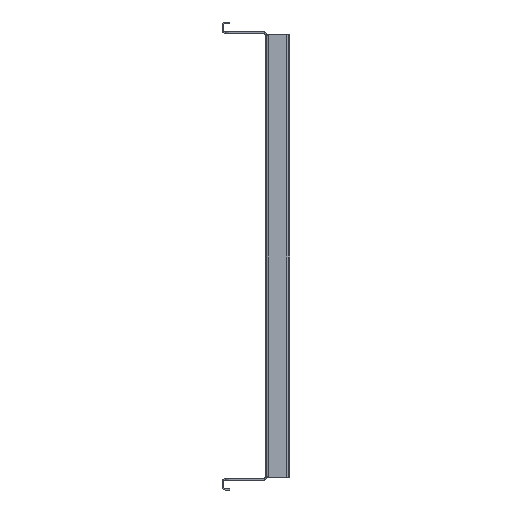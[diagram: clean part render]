
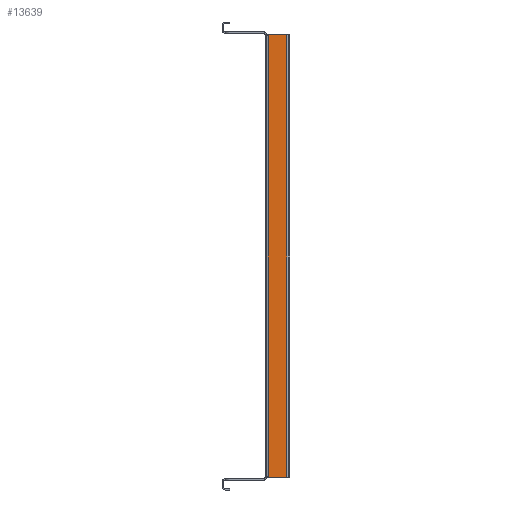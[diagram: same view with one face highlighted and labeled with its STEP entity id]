
A CAD part, left-side view. The second image highlights one B-rep face of the part: STEP entity #13639.
In plain terms, the highlighted planar face has unit normal (-1, 0, 0).
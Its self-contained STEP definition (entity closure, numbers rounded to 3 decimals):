
#192 = DIRECTION ( 'NONE',  ( 0., 0., -1. ) ) ;
#440 = ORIENTED_EDGE ( 'NONE', *, *, #5049, .T. ) ;
#1930 = PLANE ( 'NONE',  #9730 ) ;
#2326 = FACE_OUTER_BOUND ( 'NONE', #23432, .T. ) ;
#2735 = LINE ( 'NONE', #3000, #13070 ) ;
#3000 = CARTESIAN_POINT ( 'NONE',  ( -480., -29., -293. ) ) ;
#5049 = EDGE_CURVE ( 'NONE', #24673, #7030, #26421, .T. ) ;
#5692 = VERTEX_POINT ( 'NONE', #25561 ) ;
#5987 = LINE ( 'NONE', #26604, #6719 ) ;
#6245 = DIRECTION ( 'NONE',  ( 0., 1., 0. ) ) ;
#6719 = VECTOR ( 'NONE', #6245, 1000. ) ;
#7030 = VERTEX_POINT ( 'NONE', #16589 ) ;
#7260 = ORIENTED_EDGE ( 'NONE', *, *, #14531, .T. ) ;
#8260 = VERTEX_POINT ( 'NONE', #19473 ) ;
#9730 = AXIS2_PLACEMENT_3D ( 'NONE', #24038, #14569, #24941 ) ;
#10660 = CARTESIAN_POINT ( 'NONE',  ( -480., -4., 293. ) ) ;
#10774 = DIRECTION ( 'NONE',  ( 0., -1., 0. ) ) ;
#11561 = EDGE_CURVE ( 'NONE', #7030, #8260, #13048, .T. ) ;
#13048 = LINE ( 'NONE', #19155, #13620 ) ;
#13070 = VECTOR ( 'NONE', #13075, 1000. ) ;
#13075 = DIRECTION ( 'NONE',  ( 0., 0., 1. ) ) ;
#13620 = VECTOR ( 'NONE', #10774, 1000. ) ;
#13639 = ADVANCED_FACE ( 'NONE', ( #2326 ), #1930, .T. ) ;
#14531 = EDGE_CURVE ( 'NONE', #8260, #5692, #2735, .T. ) ;
#14569 = DIRECTION ( 'NONE',  ( -1., 0., 0. ) ) ;
#15099 = ORIENTED_EDGE ( 'NONE', *, *, #11561, .T. ) ;
#16073 = ORIENTED_EDGE ( 'NONE', *, *, #25750, .T. ) ;
#16589 = CARTESIAN_POINT ( 'NONE',  ( -480., -4., -293. ) ) ;
#18047 = VECTOR ( 'NONE', #192, 1000. ) ;
#18372 = CARTESIAN_POINT ( 'NONE',  ( -480., -4., 0. ) ) ;
#19155 = CARTESIAN_POINT ( 'NONE',  ( -480., 0., -293. ) ) ;
#19473 = CARTESIAN_POINT ( 'NONE',  ( -480., -29., -293. ) ) ;
#23432 = EDGE_LOOP ( 'NONE', ( #15099, #7260, #16073, #440 ) ) ;
#24038 = CARTESIAN_POINT ( 'NONE',  ( -480., 0., 0. ) ) ;
#24673 = VERTEX_POINT ( 'NONE', #10660 ) ;
#24941 = DIRECTION ( 'NONE',  ( 0., -1., 0. ) ) ;
#25561 = CARTESIAN_POINT ( 'NONE',  ( -480., -29., 293. ) ) ;
#25750 = EDGE_CURVE ( 'NONE', #5692, #24673, #5987, .T. ) ;
#26421 = LINE ( 'NONE', #18372, #18047 ) ;
#26604 = CARTESIAN_POINT ( 'NONE',  ( -480., 0., 293. ) ) ;
